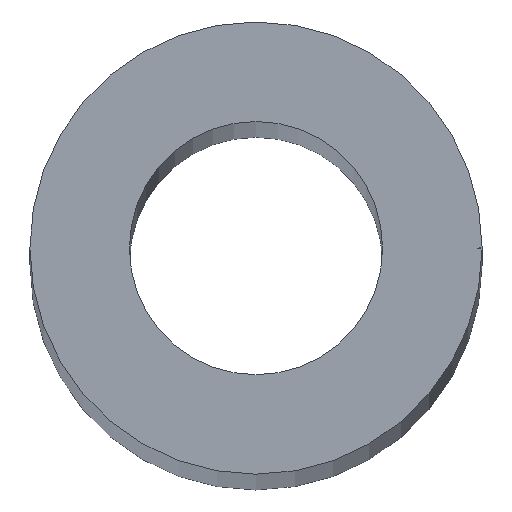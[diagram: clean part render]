
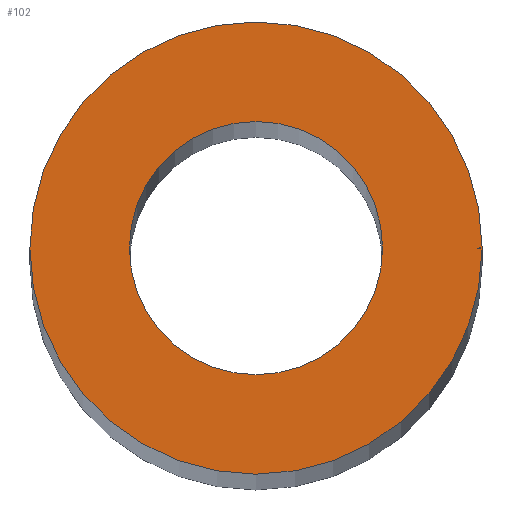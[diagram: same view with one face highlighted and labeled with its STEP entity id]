
A CAD part, top view. The second image highlights one B-rep face of the part: STEP entity #102.
In plain terms, the highlighted planar face has unit normal (0, 0, 1).
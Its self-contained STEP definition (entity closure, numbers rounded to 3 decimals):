
#17=LINE('',#158,#24);
#21=LINE('',#168,#28);
#24=VECTOR('',#128,0.502);
#28=VECTOR('',#140,0.502);
#31=PLANE('',#114);
#34=FACE_BOUND('',#48,.T.);
#40=FACE_OUTER_BOUND('',#47,.T.);
#47=EDGE_LOOP('',(#88,#89,#90));
#48=EDGE_LOOP('',(#91));
#51=CIRCLE('',#107,14.);
#54=CIRCLE('',#112,25.);
#55=VERTEX_POINT('',#147);
#59=VERTEX_POINT('',#155);
#60=VERTEX_POINT('',#157);
#62=VERTEX_POINT('',#163);
#63=EDGE_CURVE('',#55,#55,#51,.T.);
#67=EDGE_CURVE('',#60,#59,#17,.T.);
#70=EDGE_CURVE('',#62,#60,#54,.T.);
#73=EDGE_CURVE('',#59,#62,#21,.T.);
#88=ORIENTED_EDGE('',*,*,#73,.T.);
#89=ORIENTED_EDGE('',*,*,#70,.T.);
#90=ORIENTED_EDGE('',*,*,#67,.T.);
#91=ORIENTED_EDGE('',*,*,#63,.T.);
#102=ADVANCED_FACE('',(#40,#34),#31,.T.);
#107=AXIS2_PLACEMENT_3D('',#148,#120,#121);
#112=AXIS2_PLACEMENT_3D('',#164,#134,#135);
#114=AXIS2_PLACEMENT_3D('',#169,#141,#142);
#120=DIRECTION('center_axis',(0.,0.,-1.));
#121=DIRECTION('ref_axis',(-1.,0.,0.));
#128=DIRECTION('',(-0.996,0.087,0.));
#134=DIRECTION('center_axis',(0.,0.,1.));
#135=DIRECTION('ref_axis',(1.,0.002,0.));
#140=DIRECTION('',(0.996,0.087,0.));
#141=DIRECTION('center_axis',(0.,0.,1.));
#142=DIRECTION('ref_axis',(1.,0.,0.));
#147=CARTESIAN_POINT('',(14.,0.,1000.));
#148=CARTESIAN_POINT('Origin',(0.,0.,1000.));
#155=CARTESIAN_POINT('',(24.5,0.,1000.));
#157=CARTESIAN_POINT('',(25.,-0.044,1000.));
#158=CARTESIAN_POINT('',(25.,-0.044,1000.));
#163=CARTESIAN_POINT('',(25.,0.044,1000.));
#164=CARTESIAN_POINT('Origin',(0.,0.,1000.));
#168=CARTESIAN_POINT('',(24.5,0.,1000.));
#169=CARTESIAN_POINT('Origin',(0.195,0.,
1000.));
